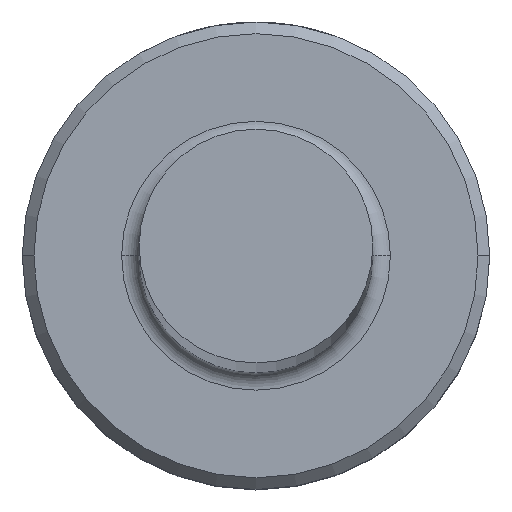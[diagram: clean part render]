
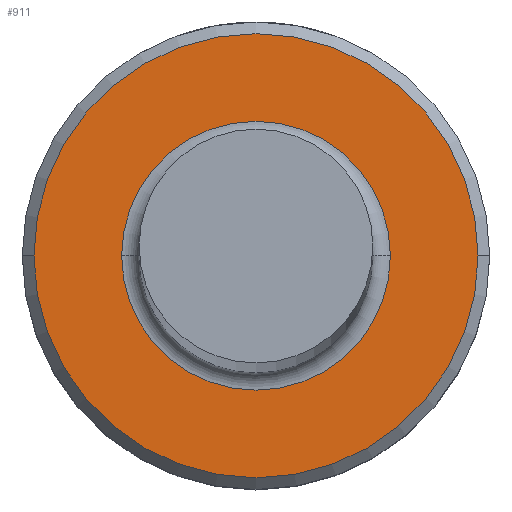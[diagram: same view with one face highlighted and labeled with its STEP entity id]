
A CAD part, top view. The second image highlights one B-rep face of the part: STEP entity #911.
In plain terms, the highlighted planar face has unit normal (0, 0, 1).
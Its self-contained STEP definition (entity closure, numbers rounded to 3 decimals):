
#54 = CARTESIAN_POINT ( 'NONE',  ( 0., 0., 5. ) ) ;
#59 = AXIS2_PLACEMENT_3D ( 'NONE', #123, #760, #210 ) ;
#62 = CIRCLE ( 'NONE', #267, 3.8 ) ;
#96 = AXIS2_PLACEMENT_3D ( 'NONE', #54, #694, #149 ) ;
#110 = VERTEX_POINT ( 'NONE', #646 ) ;
#120 = FACE_BOUND ( 'NONE', #768, .T. ) ;
#123 = CARTESIAN_POINT ( 'NONE',  ( 0., 0., 5. ) ) ;
#149 = DIRECTION ( 'NONE',  ( -1., 0., 0. ) ) ;
#154 = CARTESIAN_POINT ( 'NONE',  ( 0., 0., 5. ) ) ;
#183 = CARTESIAN_POINT ( 'NONE',  ( -2.3, 0., 5. ) ) ;
#210 = DIRECTION ( 'NONE',  ( -1., 0., 0. ) ) ;
#267 = AXIS2_PLACEMENT_3D ( 'NONE', #909, #372, #998 ) ;
#275 = VERTEX_POINT ( 'NONE', #896 ) ;
#327 = VERTEX_POINT ( 'NONE', #577 ) ;
#333 = DIRECTION ( 'NONE',  ( 1., 0., 0. ) ) ;
#372 = DIRECTION ( 'NONE',  ( 0., 0., 1. ) ) ;
#396 = EDGE_CURVE ( 'NONE', #110, #275, #1095, .T. ) ;
#469 = EDGE_CURVE ( 'NONE', #744, #327, #613, .T. ) ;
#504 = DIRECTION ( 'NONE',  ( 0., 0., 1. ) ) ;
#577 = CARTESIAN_POINT ( 'NONE',  ( 2.3, 0., 5. ) ) ;
#589 = EDGE_CURVE ( 'NONE', #327, #744, #766, .T. ) ;
#597 = ORIENTED_EDGE ( 'NONE', *, *, #589, .T. ) ;
#611 = FACE_OUTER_BOUND ( 'NONE', #1122, .T. ) ;
#613 = CIRCLE ( 'NONE', #96, 2.3 ) ;
#646 = CARTESIAN_POINT ( 'NONE',  ( -3.8, 0., 5. ) ) ;
#694 = DIRECTION ( 'NONE',  ( 0., 0., -1. ) ) ;
#744 = VERTEX_POINT ( 'NONE', #183 ) ;
#760 = DIRECTION ( 'NONE',  ( 0., 0., -1. ) ) ;
#766 = CIRCLE ( 'NONE', #59, 2.3 ) ;
#768 = EDGE_LOOP ( 'NONE', ( #1033, #597 ) ) ;
#772 = ORIENTED_EDGE ( 'NONE', *, *, #396, .T. ) ;
#874 = PLANE ( 'NONE',  #1065 ) ;
#896 = CARTESIAN_POINT ( 'NONE',  ( 3.8, 0., 5. ) ) ;
#909 = CARTESIAN_POINT ( 'NONE',  ( 0., 0., 5. ) ) ;
#911 = ADVANCED_FACE ( 'NONE', ( #611, #120 ), #874, .T. ) ;
#958 = AXIS2_PLACEMENT_3D ( 'NONE', #1031, #504, #1114 ) ;
#998 = DIRECTION ( 'NONE',  ( 1., 0., 0. ) ) ;
#1000 = EDGE_CURVE ( 'NONE', #275, #110, #62, .T. ) ;
#1031 = CARTESIAN_POINT ( 'NONE',  ( 0., 0., 5. ) ) ;
#1033 = ORIENTED_EDGE ( 'NONE', *, *, #469, .T. ) ;
#1065 = AXIS2_PLACEMENT_3D ( 'NONE', #154, #1124, #333 ) ;
#1095 = CIRCLE ( 'NONE', #958, 3.8 ) ;
#1114 = DIRECTION ( 'NONE',  ( 1., 0., 0. ) ) ;
#1122 = EDGE_LOOP ( 'NONE', ( #772, #1158 ) ) ;
#1124 = DIRECTION ( 'NONE',  ( 0., 0., 1. ) ) ;
#1158 = ORIENTED_EDGE ( 'NONE', *, *, #1000, .T. ) ;
